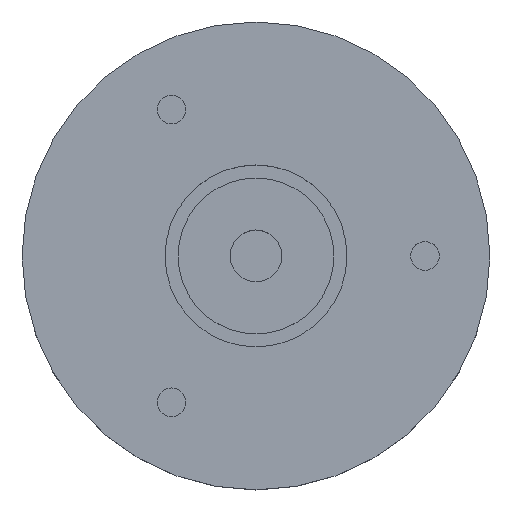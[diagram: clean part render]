
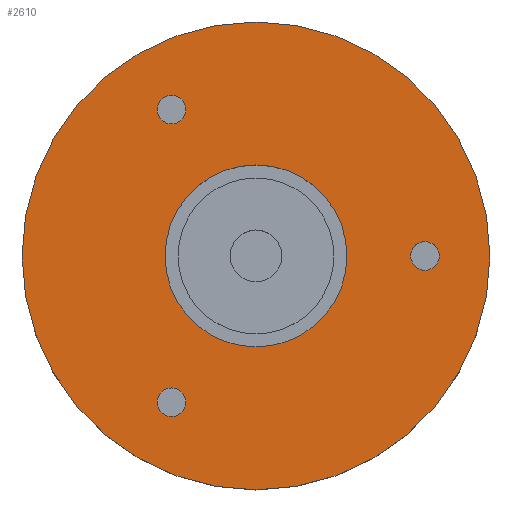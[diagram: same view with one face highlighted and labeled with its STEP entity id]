
A CAD part, top view. The second image highlights one B-rep face of the part: STEP entity #2610.
In plain terms, the highlighted planar face has unit normal (0, 0, 1).
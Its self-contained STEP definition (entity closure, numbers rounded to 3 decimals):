
#596=FACE_BOUND('',#840,.T.);
#597=FACE_BOUND('',#841,.T.);
#598=FACE_BOUND('',#842,.T.);
#599=FACE_BOUND('',#843,.T.);
#671=FACE_OUTER_BOUND('',#839,.T.);
#839=EDGE_LOOP('',(#2057));
#840=EDGE_LOOP('',(#2058));
#841=EDGE_LOOP('',(#2059));
#842=EDGE_LOOP('',(#2060));
#843=EDGE_LOOP('',(#2061));
#964=CIRCLE('',#2779,45.);
#993=CIRCLE('',#2848,17.5);
#994=CIRCLE('',#2849,2.75);
#995=CIRCLE('',#2850,2.75);
#996=CIRCLE('',#2851,2.75);
#1120=VERTEX_POINT('',#7711);
#1193=VERTEX_POINT('',#7938);
#1194=VERTEX_POINT('',#7940);
#1195=VERTEX_POINT('',#7942);
#1196=VERTEX_POINT('',#7944);
#1409=EDGE_CURVE('',#1120,#1120,#964,.T.);
#1510=EDGE_CURVE('',#1193,#1193,#993,.T.);
#1511=EDGE_CURVE('',#1194,#1194,#994,.T.);
#1512=EDGE_CURVE('',#1195,#1195,#995,.T.);
#1513=EDGE_CURVE('',#1196,#1196,#996,.T.);
#2057=ORIENTED_EDGE('',*,*,#1409,.F.);
#2058=ORIENTED_EDGE('',*,*,#1510,.T.);
#2059=ORIENTED_EDGE('',*,*,#1511,.T.);
#2060=ORIENTED_EDGE('',*,*,#1512,.T.);
#2061=ORIENTED_EDGE('',*,*,#1513,.T.);
#2474=PLANE('',#2847);
#2610=ADVANCED_FACE('',(#671,#596,#597,#598,#599),#2474,.T.);
#2779=AXIS2_PLACEMENT_3D('',#7713,#3155,#3156);
#2847=AXIS2_PLACEMENT_3D('',#7937,#3351,#3352);
#2848=AXIS2_PLACEMENT_3D('',#7939,#3353,#3354);
#2849=AXIS2_PLACEMENT_3D('',#7941,#3355,#3356);
#2850=AXIS2_PLACEMENT_3D('',#7943,#3357,#3358);
#2851=AXIS2_PLACEMENT_3D('',#7945,#3359,#3360);
#3155=DIRECTION('center_axis',(0.,0.,
-1.));
#3156=DIRECTION('ref_axis',(1.,0.,0.));
#3351=DIRECTION('center_axis',(0.,0.,
1.));
#3352=DIRECTION('ref_axis',(0.,-1.,0.));
#3353=DIRECTION('center_axis',(0.,0.,
-1.));
#3354=DIRECTION('ref_axis',(1.,0.,0.));
#3355=DIRECTION('center_axis',(0.,0.,
-1.));
#3356=DIRECTION('ref_axis',(-1.,0.,0.));
#3357=DIRECTION('center_axis',(0.,0.,
-1.));
#3358=DIRECTION('ref_axis',(-1.,0.,0.));
#3359=DIRECTION('center_axis',(0.,0.,
-1.));
#3360=DIRECTION('ref_axis',(-1.,0.,0.));
#7711=CARTESIAN_POINT('',(0.,-45.,110.));
#7713=CARTESIAN_POINT('Origin',(0.,0.,
110.));
#7937=CARTESIAN_POINT('Origin',(0.,45.,110.));
#7938=CARTESIAN_POINT('',(-17.5,0.,110.));
#7939=CARTESIAN_POINT('Origin',(0.,0.,
110.));
#7940=CARTESIAN_POINT('',(35.25,0.,110.));
#7941=CARTESIAN_POINT('Origin',(32.5,0.,110.));
#7942=CARTESIAN_POINT('',(-13.5,28.146,110.));
#7943=CARTESIAN_POINT('Origin',(-16.25,28.146,110.));
#7944=CARTESIAN_POINT('',(-13.5,-28.146,110.));
#7945=CARTESIAN_POINT('Origin',(-16.25,-28.146,110.));
